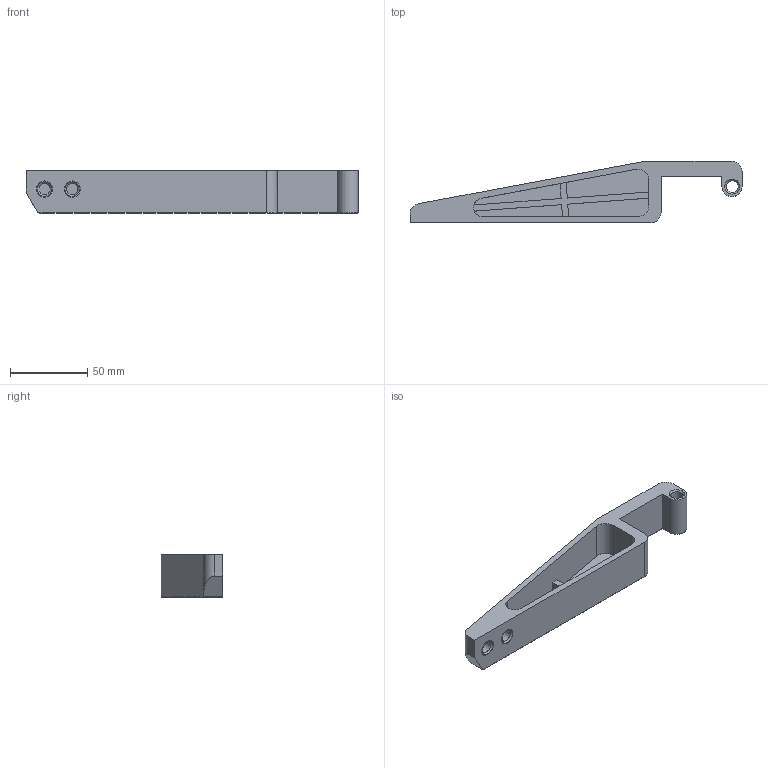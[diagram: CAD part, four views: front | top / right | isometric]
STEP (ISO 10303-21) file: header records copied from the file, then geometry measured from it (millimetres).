
FILE_DESCRIPTION(('FreeCAD Model'),'2;1');
FILE_NAME('spool-arm-support_black_v1.1.step', '2016-11-08T14:40:15',('Author'),(''), 'Open CASCADE STEP processor 6.8','FreeCAD','Unknown');
FILE_SCHEMA(('AUTOMOTIVE_DESIGN_CC2 { 1 2 10303 214 -1 1 5 4 }'));
Length unit declared in the file: millimetre
Products named in the file (2): ASSEMBLY; Chamfer005
Assembly tree (1 placements, depth 2):
  ASSEMBLY
    Chamfer005
Bounding box: 215.5 x 40 x 27.8 mm (x, y, z)
Volume: 81540.2 mm3; surface area: 33169.7 mm2
Topology: 1 solids, 1 shells, 151 faces, 358 edges, 214 vertices
Faces by surface type: plane 134, cylinder 10, cone 7
Full cylindrical faces by diameter (mm): 7.5 x2, 7.75 x1
Entity records: 8757 total; most frequent: CARTESIAN_POINT 1801, DIRECTION 1178, LINE 801, VECTOR 801, ORIENTED_EDGE 716, PCURVE 716, DEFINITIONAL_REPRESENTATION 716, EDGE_CURVE 358
